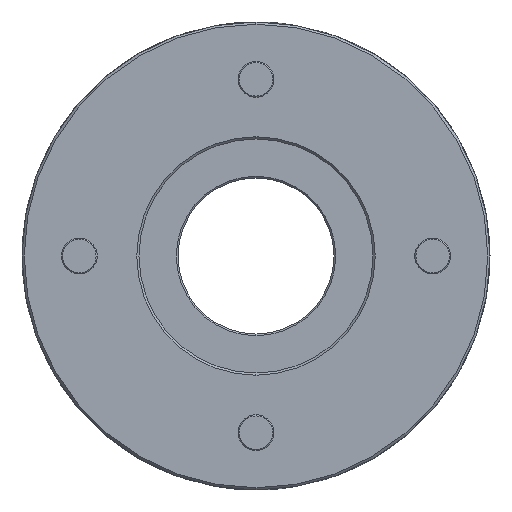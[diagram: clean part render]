
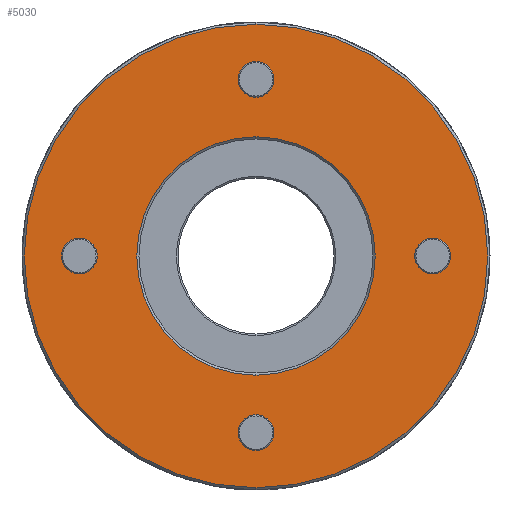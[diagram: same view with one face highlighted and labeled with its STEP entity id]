
A CAD part, left-side view. The second image highlights one B-rep face of the part: STEP entity #5030.
In plain terms, the highlighted planar face has unit normal (-1, 0, 0).
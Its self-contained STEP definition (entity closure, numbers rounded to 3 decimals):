
#15 = CARTESIAN_POINT ( 'NONE',  ( -70., 0., 0. ) ) ;
#19 = PLANE ( 'NONE',  #9645 ) ;
#22 = DIRECTION ( 'NONE',  ( -1., 0., 0. ) ) ;
#23 = DIRECTION ( 'NONE',  ( 0., 0., 1. ) ) ;
#999 = CIRCLE ( 'NONE', #9843, 4. ) ;
#1016 = CIRCLE ( 'NONE', #9854, 4. ) ;
#1020 = CIRCLE ( 'NONE', #9852, 4. ) ;
#1022 = CIRCLE ( 'NONE', #9856, 4. ) ;
#1036 = CIRCLE ( 'NONE', #9860, 26.75 ) ;
#1046 = CIRCLE ( 'NONE', #9864, 52. ) ;
#1055 = CIRCLE ( 'NONE', #9865, 26.75 ) ;
#1061 = CIRCLE ( 'NONE', #9870, 4. ) ;
#1062 = CIRCLE ( 'NONE', #9871, 4. ) ;
#1063 = CIRCLE ( 'NONE', #9872, 4. ) ;
#1064 = CIRCLE ( 'NONE', #9873, 4. ) ;
#1065 = CIRCLE ( 'NONE', #9874, 52. ) ;
#1407 = CARTESIAN_POINT ( 'NONE',  ( -70., 0., 39.625 ) ) ;
#1412 = DIRECTION ( 'NONE',  ( -1., 0., 0. ) ) ;
#1413 = DIRECTION ( 'NONE',  ( 0., -1., 0. ) ) ;
#1475 = CARTESIAN_POINT ( 'NONE',  ( -70., -39.625, 0. ) ) ;
#1478 = DIRECTION ( 'NONE',  ( -1., 0., 0. ) ) ;
#1479 = DIRECTION ( 'NONE',  ( 0., 0., -1. ) ) ;
#1487 = CARTESIAN_POINT ( 'NONE',  ( -70., 0., -39.625 ) ) ;
#1488 = DIRECTION ( 'NONE',  ( -1., 0., 0. ) ) ;
#1489 = DIRECTION ( 'NONE',  ( 0., 1., 0. ) ) ;
#1490 = CARTESIAN_POINT ( 'NONE',  ( -70., 39.625, 0. ) ) ;
#1491 = DIRECTION ( 'NONE',  ( -1., 0., 0. ) ) ;
#1492 = DIRECTION ( 'NONE',  ( 0., 0., 1. ) ) ;
#1512 = CARTESIAN_POINT ( 'NONE',  ( -70., 0., 0. ) ) ;
#1513 = DIRECTION ( 'NONE',  ( 1., 0., 0. ) ) ;
#1514 = DIRECTION ( 'NONE',  ( 0., 0., 1. ) ) ;
#1526 = CARTESIAN_POINT ( 'NONE',  ( -70., 0., 0. ) ) ;
#1527 = DIRECTION ( 'NONE',  ( -1., 0., 0. ) ) ;
#1528 = DIRECTION ( 'NONE',  ( 0., 0., 1. ) ) ;
#1541 = CARTESIAN_POINT ( 'NONE',  ( -70., 0., 0. ) ) ;
#1543 = DIRECTION ( 'NONE',  ( 1., 0., 0. ) ) ;
#1544 = DIRECTION ( 'NONE',  ( 0., 0., 1. ) ) ;
#1553 = CARTESIAN_POINT ( 'NONE',  ( -70., 39.625, 0. ) ) ;
#1557 = CARTESIAN_POINT ( 'NONE',  ( -70., 0., -39.625 ) ) ;
#1560 = CARTESIAN_POINT ( 'NONE',  ( -70., 0., 39.625 ) ) ;
#1561 = DIRECTION ( 'NONE',  ( -1., 0., 0. ) ) ;
#1562 = DIRECTION ( 'NONE',  ( 0., 0., 1. ) ) ;
#1563 = CARTESIAN_POINT ( 'NONE',  ( -70., -39.625, 0. ) ) ;
#1564 = DIRECTION ( 'NONE',  ( -1., 0., 0. ) ) ;
#1565 = DIRECTION ( 'NONE',  ( 0., 1., 0. ) ) ;
#1566 = CARTESIAN_POINT ( 'NONE',  ( -70., 0., 0. ) ) ;
#1567 = DIRECTION ( 'NONE',  ( -1., 0., 0. ) ) ;
#1568 = DIRECTION ( 'NONE',  ( 0., -1., 0. ) ) ;
#1570 = DIRECTION ( 'NONE',  ( -1., 0., 0. ) ) ;
#1571 = DIRECTION ( 'NONE',  ( 0., 0., -1. ) ) ;
#1573 = DIRECTION ( 'NONE',  ( -1., 0., 0. ) ) ;
#1574 = DIRECTION ( 'NONE',  ( 0., 0., 1. ) ) ;
#2774 = VERTEX_POINT ( 'NONE', #3200 ) ;
#2775 = VERTEX_POINT ( 'NONE', #3201 ) ;
#2778 = VERTEX_POINT ( 'NONE', #3204 ) ;
#2779 = VERTEX_POINT ( 'NONE', #3205 ) ;
#2782 = VERTEX_POINT ( 'NONE', #3208 ) ;
#2783 = VERTEX_POINT ( 'NONE', #3209 ) ;
#2786 = VERTEX_POINT ( 'NONE', #3212 ) ;
#2787 = VERTEX_POINT ( 'NONE', #3213 ) ;
#2792 = VERTEX_POINT ( 'NONE', #3218 ) ;
#2793 = VERTEX_POINT ( 'NONE', #3219 ) ;
#2798 = VERTEX_POINT ( 'NONE', #3224 ) ;
#2799 = VERTEX_POINT ( 'NONE', #3225 ) ;
#3200 = CARTESIAN_POINT ( 'NONE',  ( -70., 0., 35.625 ) ) ;
#3201 = CARTESIAN_POINT ( 'NONE',  ( -70., 0., 43.625 ) ) ;
#3204 = CARTESIAN_POINT ( 'NONE',  ( -70., -39.625, -4. ) ) ;
#3205 = CARTESIAN_POINT ( 'NONE',  ( -70., -39.625, 4. ) ) ;
#3208 = CARTESIAN_POINT ( 'NONE',  ( -70., 0., -43.625 ) ) ;
#3209 = CARTESIAN_POINT ( 'NONE',  ( -70., 0., -35.625 ) ) ;
#3212 = CARTESIAN_POINT ( 'NONE',  ( -70., 39.625, -4. ) ) ;
#3213 = CARTESIAN_POINT ( 'NONE',  ( -70., 39.625, 4. ) ) ;
#3218 = CARTESIAN_POINT ( 'NONE',  ( -70., 0., 52. ) ) ;
#3219 = CARTESIAN_POINT ( 'NONE',  ( -70., 0., -52. ) ) ;
#3224 = CARTESIAN_POINT ( 'NONE',  ( -70., 0., -26.75 ) ) ;
#3225 = CARTESIAN_POINT ( 'NONE',  ( -70., 0., 26.75 ) ) ;
#4105 = EDGE_LOOP ( 'NONE', ( #5860, #5861 ) ) ;
#4107 = EDGE_LOOP ( 'NONE', ( #5870, #5871 ) ) ;
#4108 = EDGE_LOOP ( 'NONE', ( #5862, #5863 ) ) ;
#4109 = EDGE_LOOP ( 'NONE', ( #5864, #5865 ) ) ;
#4110 = EDGE_LOOP ( 'NONE', ( #5866, #5867 ) ) ;
#4111 = EDGE_LOOP ( 'NONE', ( #5868, #5869 ) ) ;
#5030 = ADVANCED_FACE ( 'NONE', ( #9364, #9372, #9374, #9376, #9366, #9368 ), #19, .T. ) ;
#5297 = EDGE_CURVE ( 'NONE', #2774, #2775, #999, .T. ) ;
#5313 = EDGE_CURVE ( 'NONE', #2778, #2779, #1016, .T. ) ;
#5317 = EDGE_CURVE ( 'NONE', #2782, #2783, #1020, .T. ) ;
#5318 = EDGE_CURVE ( 'NONE', #2786, #2787, #1022, .T. ) ;
#5327 = EDGE_CURVE ( 'NONE', #2799, #2798, #1036, .T. ) ;
#5333 = EDGE_CURVE ( 'NONE', #2792, #2793, #1046, .T. ) ;
#5339 = EDGE_CURVE ( 'NONE', #2798, #2799, #1055, .T. ) ;
#5346 = EDGE_CURVE ( 'NONE', #2787, #2786, #1061, .T. ) ;
#5347 = EDGE_CURVE ( 'NONE', #2783, #2782, #1062, .T. ) ;
#5348 = EDGE_CURVE ( 'NONE', #2775, #2774, #1063, .T. ) ;
#5349 = EDGE_CURVE ( 'NONE', #2779, #2778, #1064, .T. ) ;
#5350 = EDGE_CURVE ( 'NONE', #2793, #2792, #1065, .T. ) ;
#5860 = ORIENTED_EDGE ( 'NONE', *, *, #5348, .F. ) ;
#5861 = ORIENTED_EDGE ( 'NONE', *, *, #5297, .F. ) ;
#5862 = ORIENTED_EDGE ( 'NONE', *, *, #5349, .F. ) ;
#5863 = ORIENTED_EDGE ( 'NONE', *, *, #5313, .F. ) ;
#5864 = ORIENTED_EDGE ( 'NONE', *, *, #5347, .F. ) ;
#5865 = ORIENTED_EDGE ( 'NONE', *, *, #5317, .F. ) ;
#5866 = ORIENTED_EDGE ( 'NONE', *, *, #5346, .F. ) ;
#5867 = ORIENTED_EDGE ( 'NONE', *, *, #5318, .F. ) ;
#5868 = ORIENTED_EDGE ( 'NONE', *, *, #5327, .T. ) ;
#5869 = ORIENTED_EDGE ( 'NONE', *, *, #5339, .T. ) ;
#5870 = ORIENTED_EDGE ( 'NONE', *, *, #5350, .T. ) ;
#5871 = ORIENTED_EDGE ( 'NONE', *, *, #5333, .T. ) ;
#9364 = FACE_BOUND ( 'NONE', #4105, .T. ) ;
#9366 = FACE_BOUND ( 'NONE', #4111, .T. ) ;
#9368 = FACE_OUTER_BOUND ( 'NONE', #4107, .T. ) ;
#9372 = FACE_BOUND ( 'NONE', #4108, .T. ) ;
#9374 = FACE_BOUND ( 'NONE', #4109, .T. ) ;
#9376 = FACE_BOUND ( 'NONE', #4110, .T. ) ;
#9645 = AXIS2_PLACEMENT_3D ( 'NONE', #15, #22, #23 ) ;
#9843 = AXIS2_PLACEMENT_3D ( 'NONE', #1407, #1412, #1413 ) ;
#9852 = AXIS2_PLACEMENT_3D ( 'NONE', #1487, #1488, #1489 ) ;
#9854 = AXIS2_PLACEMENT_3D ( 'NONE', #1475, #1478, #1479 ) ;
#9856 = AXIS2_PLACEMENT_3D ( 'NONE', #1490, #1491, #1492 ) ;
#9860 = AXIS2_PLACEMENT_3D ( 'NONE', #1512, #1513, #1514 ) ;
#9864 = AXIS2_PLACEMENT_3D ( 'NONE', #1526, #1527, #1528 ) ;
#9865 = AXIS2_PLACEMENT_3D ( 'NONE', #1541, #1543, #1544 ) ;
#9870 = AXIS2_PLACEMENT_3D ( 'NONE', #1553, #1561, #1562 ) ;
#9871 = AXIS2_PLACEMENT_3D ( 'NONE', #1557, #1564, #1565 ) ;
#9872 = AXIS2_PLACEMENT_3D ( 'NONE', #1560, #1567, #1568 ) ;
#9873 = AXIS2_PLACEMENT_3D ( 'NONE', #1563, #1570, #1571 ) ;
#9874 = AXIS2_PLACEMENT_3D ( 'NONE', #1566, #1573, #1574 ) ;
